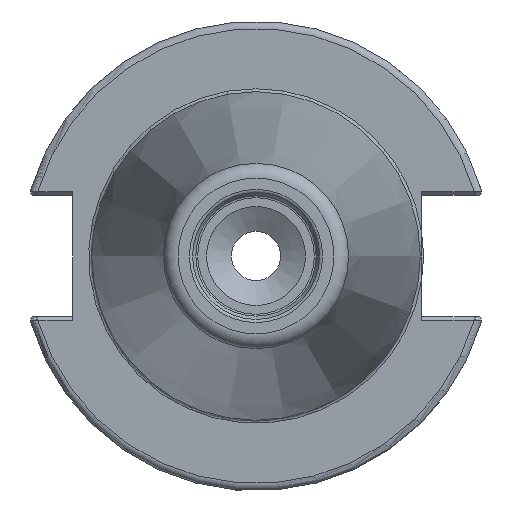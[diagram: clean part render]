
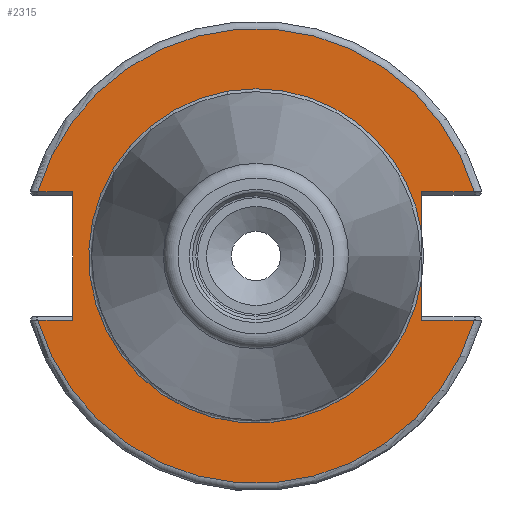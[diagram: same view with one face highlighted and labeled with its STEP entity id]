
A CAD part, left-side view. The second image highlights one B-rep face of the part: STEP entity #2315.
In plain terms, the highlighted planar face has unit normal (-1, 0, 0).
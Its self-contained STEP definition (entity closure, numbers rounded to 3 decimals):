
#147=PLANE('',#2515);
#235=FACE_OUTER_BOUND('',#369,.T.);
#369=EDGE_LOOP('',(#1667,#1668,#1669,#1670,#1671,#1672,#1673,#1674,#1675,
#1676,#1677));
#499=LINE('',#3551,#629);
#506=LINE('',#3673,#636);
#507=LINE('',#3677,#637);
#508=LINE('',#3679,#638);
#509=LINE('',#3681,#639);
#510=LINE('',#3685,#640);
#511=LINE('',#3687,#641);
#629=VECTOR('',#2879,10.);
#636=VECTOR('',#2890,10.);
#637=VECTOR('',#2893,10.);
#638=VECTOR('',#2894,10.);
#639=VECTOR('',#2895,10.);
#640=VECTOR('',#2898,10.);
#641=VECTOR('',#2899,10.);
#796=CIRCLE('',#2516,30.775);
#797=CIRCLE('',#2517,30.775);
#798=CIRCLE('',#2518,22.625);
#799=CIRCLE('',#2519,22.625);
#961=VERTEX_POINT('',#3548);
#962=VERTEX_POINT('',#3550);
#970=VERTEX_POINT('',#3672);
#971=VERTEX_POINT('',#3674);
#972=VERTEX_POINT('',#3676);
#973=VERTEX_POINT('',#3678);
#974=VERTEX_POINT('',#3680);
#975=VERTEX_POINT('',#3682);
#976=VERTEX_POINT('',#3684);
#977=VERTEX_POINT('',#3686);
#978=VERTEX_POINT('',#3688);
#1227=EDGE_CURVE('',#961,#962,#499,.T.);
#1239=EDGE_CURVE('',#970,#962,#506,.T.);
#1240=EDGE_CURVE('',#971,#961,#796,.T.);
#1241=EDGE_CURVE('',#972,#971,#507,.T.);
#1242=EDGE_CURVE('',#972,#973,#508,.T.);
#1243=EDGE_CURVE('',#974,#973,#509,.T.);
#1244=EDGE_CURVE('',#975,#974,#797,.T.);
#1245=EDGE_CURVE('',#976,#975,#510,.T.);
#1246=EDGE_CURVE('',#976,#977,#511,.T.);
#1247=EDGE_CURVE('',#977,#978,#798,.T.);
#1248=EDGE_CURVE('',#978,#970,#799,.T.);
#1667=ORIENTED_EDGE('',*,*,#1239,.T.);
#1668=ORIENTED_EDGE('',*,*,#1227,.F.);
#1669=ORIENTED_EDGE('',*,*,#1240,.F.);
#1670=ORIENTED_EDGE('',*,*,#1241,.F.);
#1671=ORIENTED_EDGE('',*,*,#1242,.T.);
#1672=ORIENTED_EDGE('',*,*,#1243,.F.);
#1673=ORIENTED_EDGE('',*,*,#1244,.F.);
#1674=ORIENTED_EDGE('',*,*,#1245,.F.);
#1675=ORIENTED_EDGE('',*,*,#1246,.T.);
#1676=ORIENTED_EDGE('',*,*,#1247,.T.);
#1677=ORIENTED_EDGE('',*,*,#1248,.T.);
#2315=ADVANCED_FACE('',(#235),#147,.T.);
#2515=AXIS2_PLACEMENT_3D('',#3671,#2888,#2889);
#2516=AXIS2_PLACEMENT_3D('',#3675,#2891,#2892);
#2517=AXIS2_PLACEMENT_3D('',#3683,#2896,#2897);
#2518=AXIS2_PLACEMENT_3D('',#3689,#2900,#2901);
#2519=AXIS2_PLACEMENT_3D('',#3690,#2902,#2903);
#2879=DIRECTION('',(0.,1.,0.));
#2888=DIRECTION('center_axis',(-1.,0.,0.));
#2889=DIRECTION('ref_axis',(0.,0.,1.));
#2890=DIRECTION('',(0.,0.,1.));
#2891=DIRECTION('center_axis',(1.,0.,0.));
#2892=DIRECTION('ref_axis',(0.,0.,-1.));
#2893=DIRECTION('',(0.,1.,0.));
#2894=DIRECTION('',(0.,0.,-1.));
#2895=DIRECTION('',(0.,-1.,0.));
#2896=DIRECTION('center_axis',(1.,0.,0.));
#2897=DIRECTION('ref_axis',(0.,0.,-1.));
#2898=DIRECTION('',(0.,-1.,0.));
#2899=DIRECTION('',(0.,0.,1.));
#2900=DIRECTION('center_axis',(1.,0.,0.));
#2901=DIRECTION('ref_axis',(0.,0.,-1.));
#2902=DIRECTION('center_axis',(1.,0.,0.));
#2903=DIRECTION('ref_axis',(0.,0.,-1.));
#3548=CARTESIAN_POINT('',(1.,-29.523,8.69));
#3550=CARTESIAN_POINT('',(1.,-22.41,8.69));
#3551=CARTESIAN_POINT('',(1.,4.182,8.69));
#3671=CARTESIAN_POINT('Origin',(1.,30.775,0.));
#3672=CARTESIAN_POINT('',(1.,-22.41,3.112));
#3673=CARTESIAN_POINT('',(1.,-22.41,-4.095));
#3674=CARTESIAN_POINT('',(1.,29.523,8.69));
#3675=CARTESIAN_POINT('Origin',(1.,0.,0.));
#3676=CARTESIAN_POINT('',(1.,24.8,8.69));
#3677=CARTESIAN_POINT('',(1.,38.399,8.69));
#3678=CARTESIAN_POINT('',(1.,24.8,-8.69));
#3679=CARTESIAN_POINT('',(1.,24.8,4.095));
#3680=CARTESIAN_POINT('',(1.,29.523,-8.69));
#3681=CARTESIAN_POINT('',(1.,27.788,-8.69));
#3682=CARTESIAN_POINT('',(1.,-29.523,-8.69));
#3683=CARTESIAN_POINT('Origin',(1.,0.,0.));
#3684=CARTESIAN_POINT('',(1.,-22.41,-8.69));
#3685=CARTESIAN_POINT('',(1.,-6.591,-8.69));
#3686=CARTESIAN_POINT('',(1.,-22.41,-3.112));
#3687=CARTESIAN_POINT('',(1.,-22.41,-4.095));
#3688=CARTESIAN_POINT('',(1.,0.,22.625));
#3689=CARTESIAN_POINT('Origin',(1.,0.,0.));
#3690=CARTESIAN_POINT('Origin',(1.,0.,0.));
